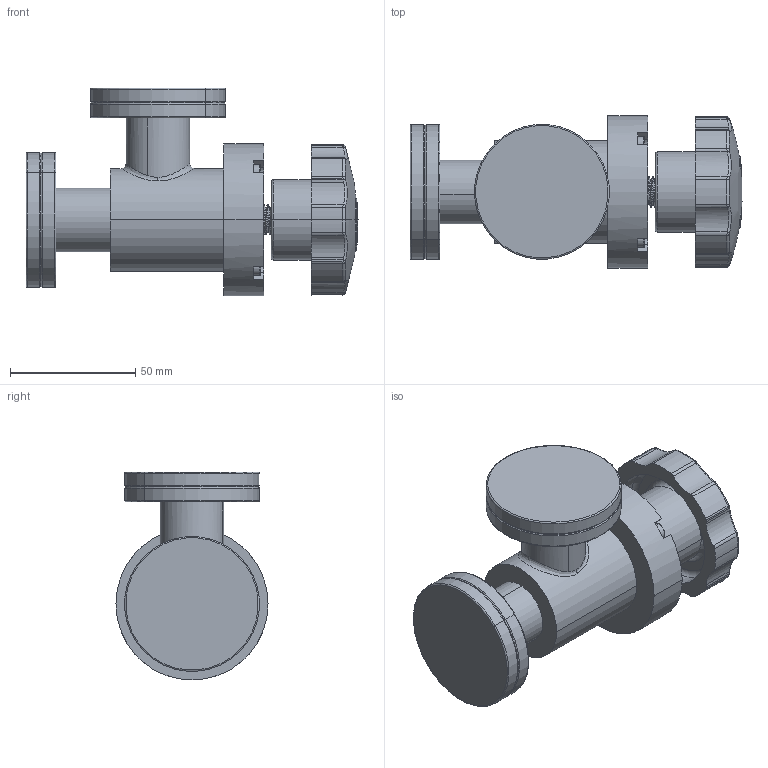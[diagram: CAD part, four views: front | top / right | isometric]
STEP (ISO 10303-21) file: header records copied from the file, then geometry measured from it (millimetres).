
FILE_DESCRIPTION (( 'STEP AP214' ), '1' );
FILE_NAME ('A-100-H-CF_MANUAL_RIGHT_ANGLE_VALVE_ELASTOMER_SEAL.STEP', '2025-07-17T18:57:43', ( '' ), ( '' ), 'SwSTEP 2.0', 'SolidWorks 2023', '' );
FILE_SCHEMA (( 'AUTOMOTIVE_DESIGN' ));
Length unit declared in the file: millimetre
Products named in the file (1): A-100-H-CF_MANUAL_RIGHT_ANGLE_VALVE_ELASTOMER_SEAL
Bounding box: 132.39 x 60.64 x 82.91 mm (x, y, z)
Volume: 227447.1 mm3; surface area: 42223 mm2
Topology: 2 solids, 2 shells, 219 faces, 529 edges, 330 vertices
Faces by surface type: cylinder 102, plane 41, torus 40, bspline 28, sphere 6, cone 2
Entity records: 8648 total; most frequent: CARTESIAN_POINT 3528, DIRECTION 1120, ORIENTED_EDGE 1058, EDGE_CURVE 529, AXIS2_PLACEMENT_3D 490, VERTEX_POINT 330, CIRCLE 298, EDGE_LOOP 235
